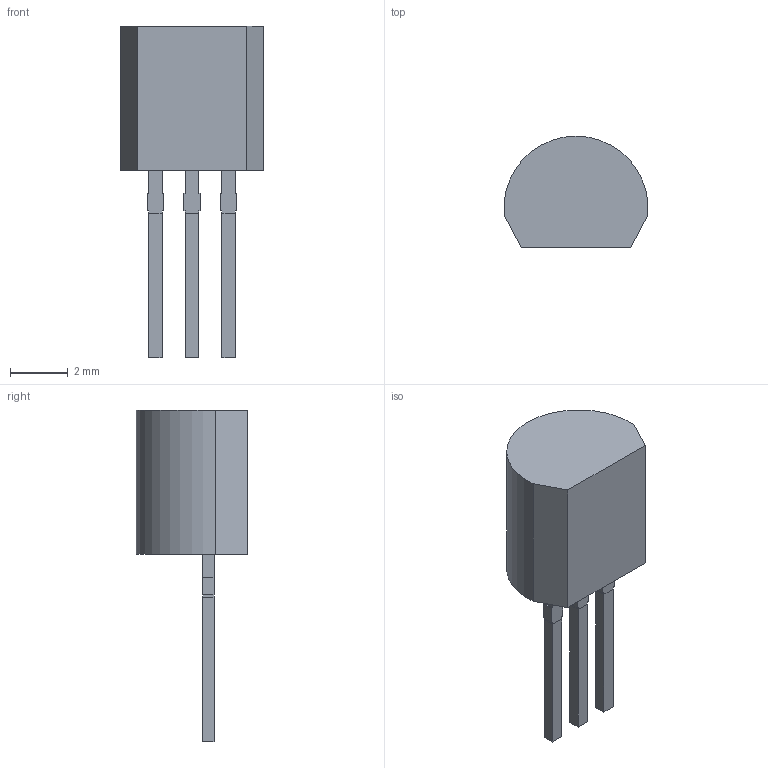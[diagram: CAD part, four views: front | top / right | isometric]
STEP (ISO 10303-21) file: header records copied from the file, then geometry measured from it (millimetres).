
FILE_DESCRIPTION(/* description */ (''),/* implementation_level */ '2;1');
FILE_NAME(/* name */ 'TO-92.step',/* time_stamp */ '2020-04-21T23:59:57+03:00',/* author */ (''),/* organization */ (''),/* preprocessor_version */ 'ST-DEVELOPER v17.2',/* originating_system */ 'Autodesk Translation Framework v7.6.0.251',/* authorisation */ '');
FILE_SCHEMA (('AUTOMOTIVE_DESIGN { 1 0 10303 214 3 1 1 }'));
Length unit declared in the file: millimetre
Products named in the file (1): (Unsaved)
Bounding box: 4.99 x 3.87 x 11.5 mm (x, y, z)
Volume: 83.6 mm3; surface area: 141.7 mm2
Topology: 7 solids, 7 shells, 66 faces, 156 edges, 104 vertices
Faces by surface type: plane 65, cylinder 1
Entity records: 1903 total; most frequent: CARTESIAN_POINT 327, ORIENTED_EDGE 312, DIRECTION 292, EDGE_CURVE 156, LINE 154, VECTOR 154, VERTEX_POINT 104, AXIS2_PLACEMENT_3D 69
